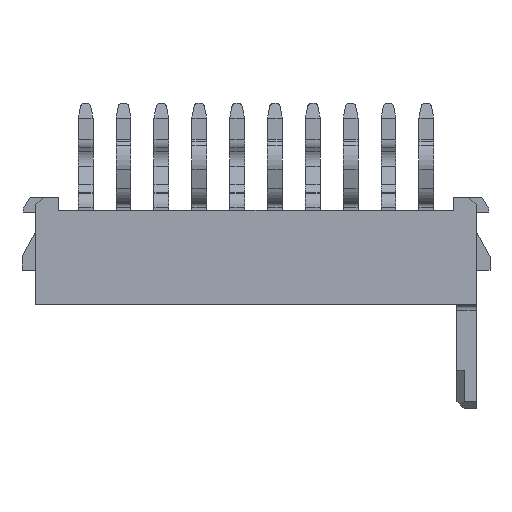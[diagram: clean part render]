
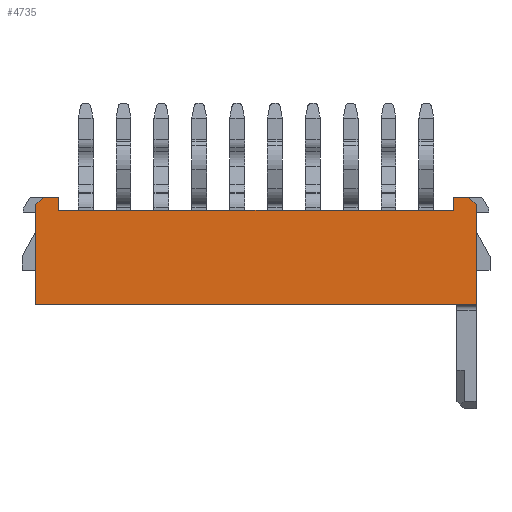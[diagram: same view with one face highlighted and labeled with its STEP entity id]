
A CAD part, top view. The second image highlights one B-rep face of the part: STEP entity #4735.
In plain terms, the highlighted planar face has unit normal (0, 0, 1).
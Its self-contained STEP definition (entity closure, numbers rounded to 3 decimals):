
#157=FACE_OUTER_BOUND('',#415,.T.);
#415=EDGE_LOOP('',(#3223,#3224,#3225,#3226,#3227,#3228,#3229,#3230,#3231,
#3232));
#669=LINE('',#6636,#1320);
#759=LINE('',#6817,#1410);
#760=LINE('',#6819,#1411);
#761=LINE('',#6821,#1412);
#762=LINE('',#6823,#1413);
#763=LINE('',#6825,#1414);
#764=LINE('',#6827,#1415);
#765=LINE('',#6829,#1416);
#766=LINE('',#6831,#1417);
#767=LINE('',#6832,#1418);
#1320=VECTOR('',#5368,1.);
#1410=VECTOR('',#5462,1.);
#1411=VECTOR('',#5463,1.);
#1412=VECTOR('',#5464,1.);
#1413=VECTOR('',#5465,1.);
#1414=VECTOR('',#5466,1.);
#1415=VECTOR('',#5467,1.);
#1416=VECTOR('',#5468,1.);
#1417=VECTOR('',#5469,1.);
#1418=VECTOR('',#5470,1.);
#1971=VERTEX_POINT('',#6633);
#1972=VERTEX_POINT('',#6635);
#2061=VERTEX_POINT('',#6816);
#2062=VERTEX_POINT('',#6818);
#2063=VERTEX_POINT('',#6820);
#2064=VERTEX_POINT('',#6822);
#2065=VERTEX_POINT('',#6824);
#2066=VERTEX_POINT('',#6826);
#2067=VERTEX_POINT('',#6828);
#2068=VERTEX_POINT('',#6830);
#2434=EDGE_CURVE('',#1972,#1971,#669,.T.);
#2524=EDGE_CURVE('',#2061,#1971,#759,.T.);
#2525=EDGE_CURVE('',#2061,#2062,#760,.T.);
#2526=EDGE_CURVE('',#2062,#2063,#761,.T.);
#2527=EDGE_CURVE('',#2064,#2063,#762,.T.);
#2528=EDGE_CURVE('',#2065,#2064,#763,.T.);
#2529=EDGE_CURVE('',#2065,#2066,#764,.T.);
#2530=EDGE_CURVE('',#2066,#2067,#765,.T.);
#2531=EDGE_CURVE('',#2068,#2067,#766,.T.);
#2532=EDGE_CURVE('',#2068,#1972,#767,.T.);
#3223=ORIENTED_EDGE('',*,*,#2434,.T.);
#3224=ORIENTED_EDGE('',*,*,#2524,.F.);
#3225=ORIENTED_EDGE('',*,*,#2525,.T.);
#3226=ORIENTED_EDGE('',*,*,#2526,.T.);
#3227=ORIENTED_EDGE('',*,*,#2527,.F.);
#3228=ORIENTED_EDGE('',*,*,#2528,.F.);
#3229=ORIENTED_EDGE('',*,*,#2529,.T.);
#3230=ORIENTED_EDGE('',*,*,#2530,.T.);
#3231=ORIENTED_EDGE('',*,*,#2531,.F.);
#3232=ORIENTED_EDGE('',*,*,#2532,.T.);
#4519=PLANE('',#5050);
#4735=ADVANCED_FACE('',(#157),#4519,.F.);
#5050=AXIS2_PLACEMENT_3D('',#6815,#5460,#5461);
#5368=DIRECTION('',(-1.,0.,0.));
#5460=DIRECTION('center_axis',(0.,0.,-1.));
#5461=DIRECTION('ref_axis',(0.,1.,0.));
#5462=DIRECTION('',(0.,-1.,0.));
#5463=DIRECTION('',(-1.,0.,0.));
#5464=DIRECTION('',(-0.707,-0.707,0.));
#5465=DIRECTION('',(0.,1.,0.));
#5466=DIRECTION('',(-1.,0.,0.));
#5467=DIRECTION('',(0.,1.,0.));
#5468=DIRECTION('',(-0.707,0.707,0.));
#5469=DIRECTION('',(1.,0.,0.));
#5470=DIRECTION('',(0.,-1.,0.));
#6633=CARTESIAN_POINT('',(-5.472,4.95,12.1));
#6635=CARTESIAN_POINT('',(7.758,4.95,12.1));
#6636=CARTESIAN_POINT('',(-18.942,4.95,12.1));
#6815=CARTESIAN_POINT('Origin',(-18.942,1.8,12.1));
#6816=CARTESIAN_POINT('',(-5.472,5.4,12.1));
#6817=CARTESIAN_POINT('',(-5.472,5.4,12.1));
#6818=CARTESIAN_POINT('',(-5.992,5.4,12.1));
#6819=CARTESIAN_POINT('',(-6.242,5.4,12.1));
#6820=CARTESIAN_POINT('',(-6.242,5.15,12.1));
#6821=CARTESIAN_POINT('',(-6.242,5.15,12.1));
#6822=CARTESIAN_POINT('',(-6.242,1.8,12.1));
#6823=CARTESIAN_POINT('',(-6.242,1.8,12.1));
#6824=CARTESIAN_POINT('',(8.528,1.8,12.1));
#6825=CARTESIAN_POINT('',(-18.942,1.8,12.1));
#6826=CARTESIAN_POINT('',(8.528,5.15,12.1));
#6827=CARTESIAN_POINT('',(8.528,1.8,12.1));
#6828=CARTESIAN_POINT('',(8.278,5.4,12.1));
#6829=CARTESIAN_POINT('',(8.278,5.4,12.1));
#6830=CARTESIAN_POINT('',(7.758,5.4,12.1));
#6831=CARTESIAN_POINT('',(8.528,5.4,12.1));
#6832=CARTESIAN_POINT('',(7.758,5.4,12.1));
